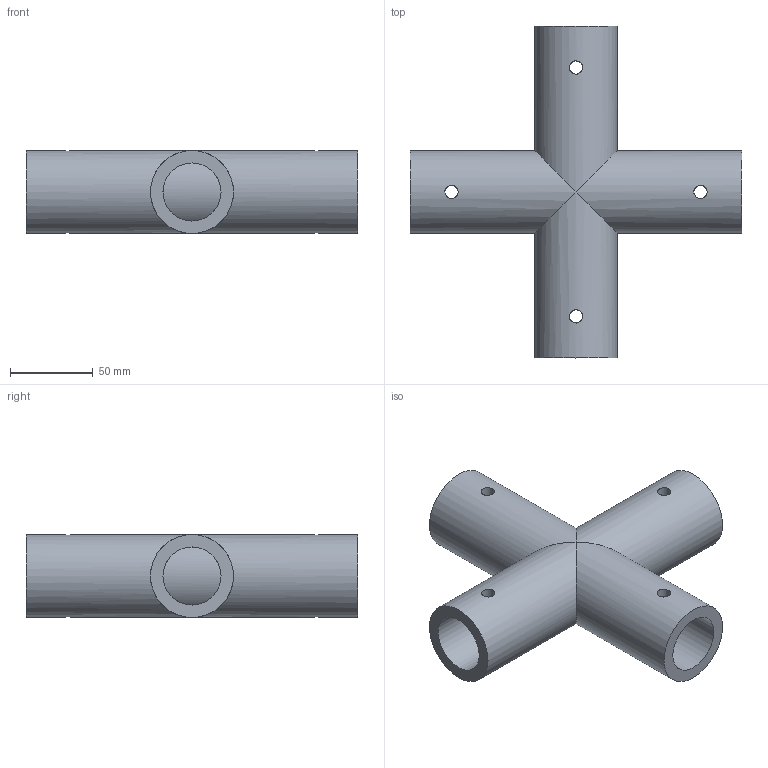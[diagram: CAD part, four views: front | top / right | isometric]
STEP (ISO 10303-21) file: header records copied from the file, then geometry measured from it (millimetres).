
FILE_DESCRIPTION(('Open CASCADE Model'),'2;1');
FILE_NAME('Open CASCADE Shape Model','2026-02-22T12:20:37',('Author'),( 'Open CASCADE'),'Open CASCADE STEP processor 7.8','build123d', 'Unknown');
FILE_SCHEMA(('AUTOMOTIVE_DESIGN { 1 0 10303 214 1 1 1 1 }'));
Length unit declared in the file: millimetre
Products named in the file (1): COMPOUND
Bounding box: 200 x 200 x 50 mm (x, y, z)
Volume: 375492.5 mm3; surface area: 101087.6 mm2
Topology: 1 solids, 2 shells, 28 faces, 58 edges, 38 vertices
Faces by surface type: cylinder 24, plane 4
Full cylindrical faces by diameter (mm): 8 x8, 35 x4, 50 x4
Entity records: 6744 total; most frequent: CARTESIAN_POINT 5619, DIRECTION 166, ORIENTED_EDGE 116, PCURVE 116, DEFINITIONAL_REPRESENTATION 116, B_SPLINE_CURVE_WITH_KNOTS 88, EDGE_CURVE 58, LINE 56
